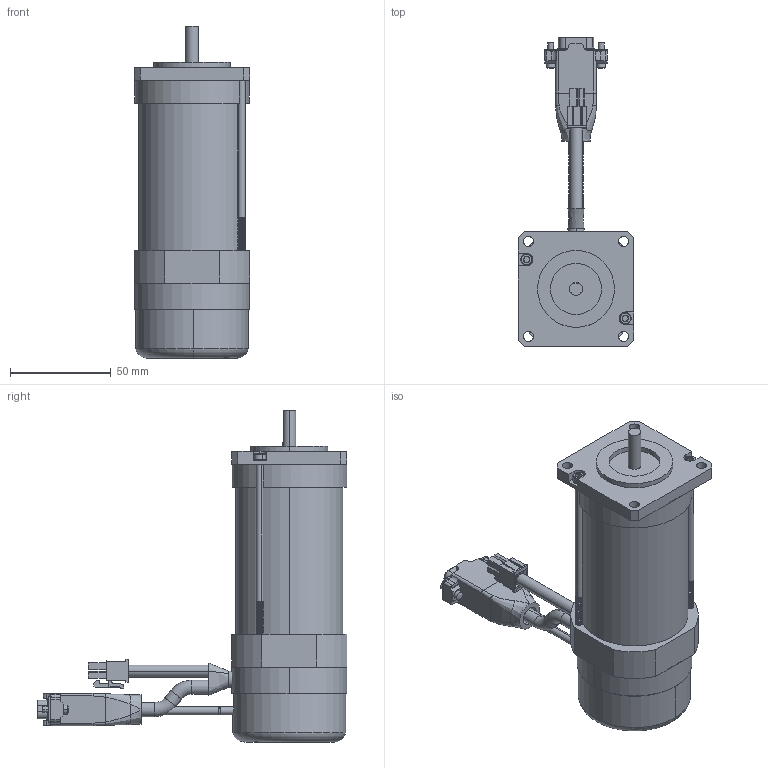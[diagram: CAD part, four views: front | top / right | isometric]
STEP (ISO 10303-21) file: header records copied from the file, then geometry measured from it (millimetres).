
FILE_DESCRIPTION (( 'STEP AP214' ), '1' );
FILE_NAME ('EP23-3A-MX5000-CN-001.STEP', '2023-06-26T20:19:25', ( '' ), ( '' ), 'SwSTEP 2.0', 'SolidWorks 2019', '' );
FILE_SCHEMA (( 'AUTOMOTIVE_DESIGN' ));
Length unit declared in the file: millimetre
Products named in the file (8): EP23-3A; 39-01-2040; SHCS 6-32 X 3.75_92196A148; CYM3546; 748364-1; 5748677-1; QM35-EP23-3A; EP23-3A-MX5000-CN-001
Assembly tree (8 placements, depth 2):
  EP23-3A-MX5000-CN-001
    EP23-3A
    SHCS 6-32 X 3.75_92196A148  x2
    QM35-EP23-3A
    CYM3546
    5748677-1
    748364-1
    39-01-2040
Bounding box: 57.15 x 153.68 x 164.65 mm (x, y, z)
Volume: 331323.4 mm3; surface area: 60847.5 mm2
Topology: 8 solids, 8 shells, 1148 faces, 3043 edges, 1972 vertices
Faces by surface type: cylinder 536, plane 514, bspline 54, cone 30, torus 14
Entity records: 40270 total; most frequent: CARTESIAN_POINT 16283, ORIENTED_EDGE 5170, DIRECTION 4686, EDGE_CURVE 2585, VERTEX_POINT 1680, LINE 1576, VECTOR 1576, AXIS2_PLACEMENT_3D 1555
